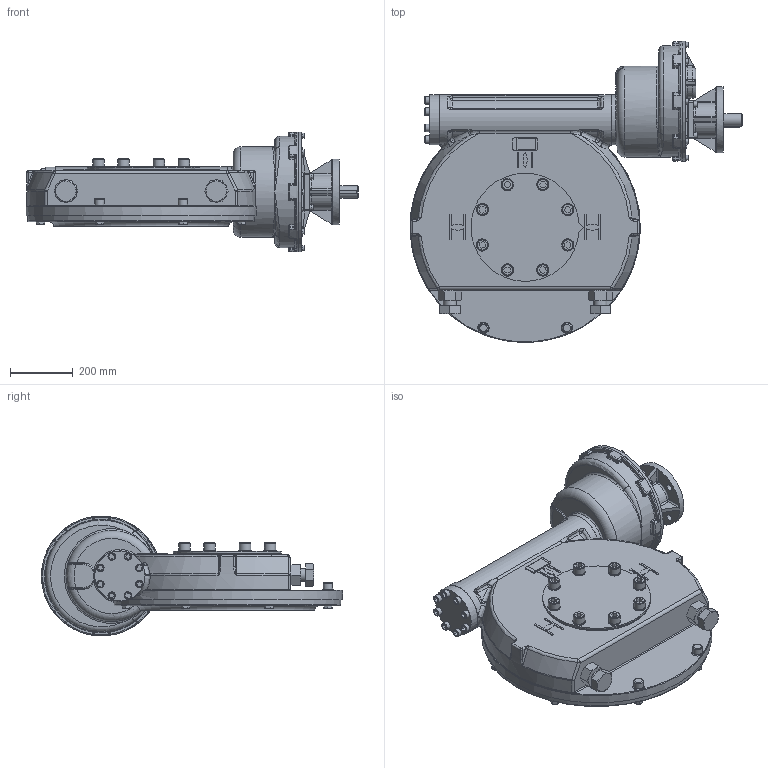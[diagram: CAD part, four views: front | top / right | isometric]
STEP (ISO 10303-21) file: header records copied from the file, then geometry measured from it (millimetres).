
FILE_DESCRIPTION(/* description */ ('Unknown'),/* implementation_level */ '2;1');
FILE_NAME(/* name */ 'PUB-IW10FBIR3-1-F16-F35',/* time_stamp */ '2016-07-06T15:36:21+01:00',/* author */ ('Unknown'),/* organization */ ('Unknown'),/* preprocessor_version */ 'ST-DEVELOPER v16',/* originating_system */ 'DEX',/* authorisation */ $);
FILE_SCHEMA (('AUTOMOTIVE_DESIGN {1 0 10303 214 3 1 1}'));
Products named in the file (1): PUB-IW10FBIR3-1-F16-F35
Bounding box: 1058.98 x 960.4 x 382 mm (x, y, z)
Surface area: 2386937.8 mm2 (no closed solid volume)
Topology: 0 solids, 84 shells, 1193 faces, 3122 edges, 1947 vertices
Faces by surface type: plane 510, cylinder 253, bspline 138, cone 122, torus 110, sphere 60
Full cylindrical faces by diameter (mm): 16 x8, 17 x8, 18 x4, 20.5 x4, 24 x8, 26.211 x8, 30 x2, 36.39 x8, 39 x8, 40 x1, 42 x2, 50 x1, 130 x1, 160 x2, 210 x1, 250 x1, 290 x1, 340 x1, 356 x1, 382 x2
Entity records: 53503 total; most frequent: CARTESIAN_POINT 25510, DIRECTION 5358, ORIENTED_EDGE 5290, EDGE_CURVE 2873, AXIS2_PLACEMENT_3D 2097, VERTEX_POINT 1890, EDGE_LOOP 1472, FACE_BOUND 1472
